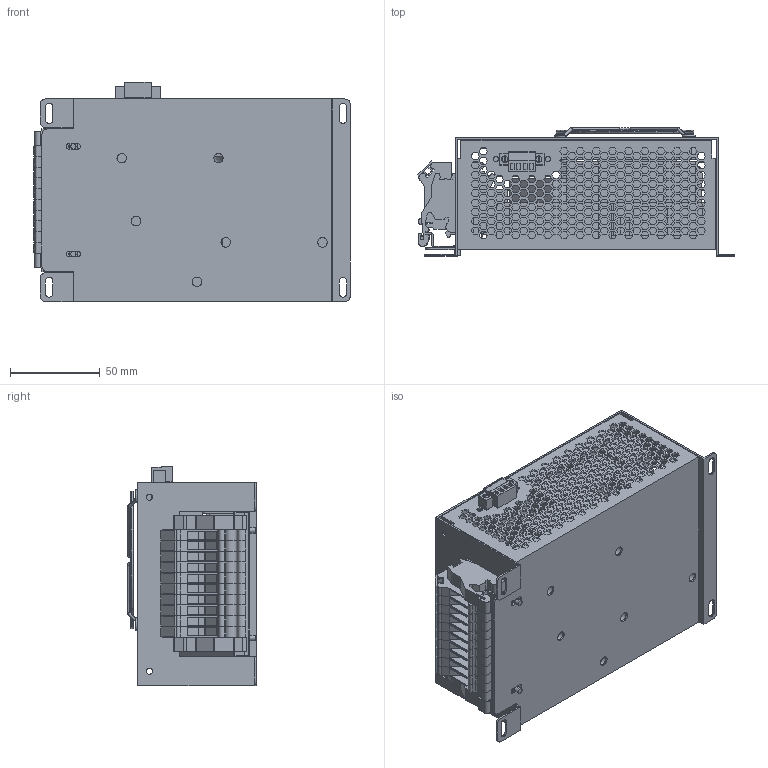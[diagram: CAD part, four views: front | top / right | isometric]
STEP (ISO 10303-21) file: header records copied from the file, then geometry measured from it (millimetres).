
FILE_DESCRIPTION (( 'STEP AP214' ), '1' );
FILE_NAME ('萇埭眊V4.1.S', '2025-03-11T11:35:21', ( '' ), ( '' ), 'SwSTEP 2.0', 'SolidWorks 2024', '' );
FILE_SCHEMA (( 'AUTOMOTIVE_DESIGN' ));
Length unit declared in the file: millimetre
Products named in the file (16): 8010风扇; 12V2A模块; uk端子a; 双键继电器; 电源箱V4A; 电源箱V41B; 5EDGKPMA-3.5; 8010风扇防护网; 时间继电器; 电源箱V4.1; 5V8A电源模块; 导轨; cross recessed cheese head screws type a gb_GB_CROSS_SCREWS_TYPE135 M3X4-N; 继电器1; uk端子b; 5EDGKPMA-3.5公头
Assembly tree (28 placements, depth 2):
  电源箱V4.1
    电源箱V41B
    继电器1
    双键继电器
    12V2A模块  x2
    电源箱V4A
    时间继电器
    5V8A电源模块  x2
    导轨
    8010风扇
    8010风扇防护网
    uk端子a  x2
    uk端子b  x10
    cross recessed cheese head screws type a gb_GB_CROSS_SCREWS_TYPE135 M3X4-N  x2
    5EDGKPMA-3.5
    5EDGKPMA-3.5公头
Bounding box: 176.6 x 71.5 x 122.2 mm (x, y, z)
Volume: 461327.1 mm3; surface area: 292601 mm2
Topology: 69 solids, 69 shells, 5940 faces, 17061 edges, 11324 vertices
Faces by surface type: plane 5022, cylinder 734, bspline 148, torus 28, cone 8
Entity records: 154745 total; most frequent: CARTESIAN_POINT 31356, ORIENTED_EDGE 26292, DIRECTION 22926, EDGE_CURVE 13146, VECTOR 12010, LINE 12010, VERTEX_POINT 8744, EDGE_LOOP 5834
